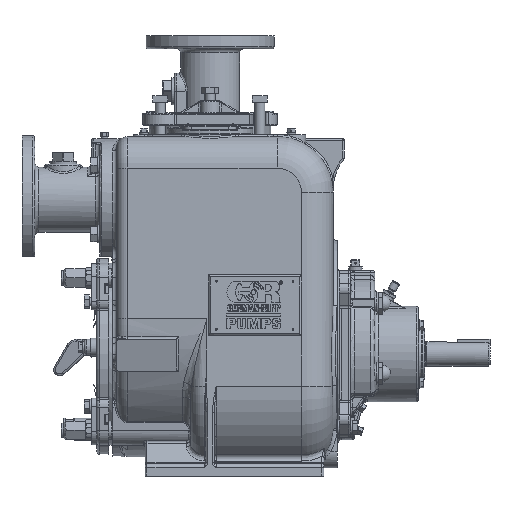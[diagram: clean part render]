
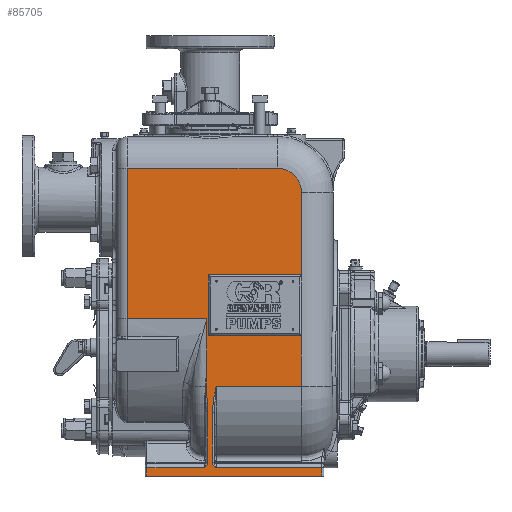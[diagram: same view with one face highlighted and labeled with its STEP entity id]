
A CAD part, front view. The second image highlights one B-rep face of the part: STEP entity #85705.
In plain terms, the highlighted planar face has unit normal (0, -1, 0).
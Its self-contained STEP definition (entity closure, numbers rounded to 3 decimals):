
#3148=CIRCLE('',#91371,1.5);
#5770=B_SPLINE_CURVE_WITH_KNOTS('',3,(#127840,#127841,#127842,#127843,#127844,
#127845,#127846,#127847),.UNSPECIFIED.,.F.,.F.,(4,2,2,4),(0.,0.25,0.5,1.),
 .UNSPECIFIED.);
#5771=B_SPLINE_CURVE_WITH_KNOTS('',3,(#127876,#127877,#127878,#127879,#127880,
#127881,#127882,#127883),.UNSPECIFIED.,.F.,.F.,(4,2,2,4),(0.,0.25,0.5,1.),
 .UNSPECIFIED.);
#5772=B_SPLINE_CURVE_WITH_KNOTS('',3,(#127924,#127925,#127926,#127927,#127928,
#127929,#127930,#127931),.UNSPECIFIED.,.F.,.F.,(4,2,2,4),(0.,0.5,0.75,1.),
 .UNSPECIFIED.);
#5773=B_SPLINE_CURVE_WITH_KNOTS('',3,(#127950,#127951,#127952,#127953),
 .UNSPECIFIED.,.F.,.F.,(4,4),(0.,1.),.PIECEWISE_BEZIER_KNOTS.);
#5774=B_SPLINE_CURVE_WITH_KNOTS('',3,(#127980,#127981,#127982,#127983,#127984,
#127985,#127986,#127987),.UNSPECIFIED.,.F.,.F.,(4,2,2,4),(0.,0.25,0.5,1.),
 .UNSPECIFIED.);
#16111=ORIENTED_EDGE('',*,*,#29214,.T.);
#16112=ORIENTED_EDGE('',*,*,#29215,.T.);
#16113=ORIENTED_EDGE('',*,*,#29211,.T.);
#16114=ORIENTED_EDGE('',*,*,#29205,.T.);
#16115=ORIENTED_EDGE('',*,*,#27925,.T.);
#16116=ORIENTED_EDGE('',*,*,#27666,.T.);
#16117=ORIENTED_EDGE('',*,*,#27617,.T.);
#16118=ORIENTED_EDGE('',*,*,#27614,.T.);
#16119=ORIENTED_EDGE('',*,*,#27612,.F.);
#16120=ORIENTED_EDGE('',*,*,#27611,.T.);
#16121=ORIENTED_EDGE('',*,*,#27609,.T.);
#16122=ORIENTED_EDGE('',*,*,#27607,.T.);
#16123=ORIENTED_EDGE('',*,*,#27605,.T.);
#16124=ORIENTED_EDGE('',*,*,#27603,.T.);
#16125=ORIENTED_EDGE('',*,*,#27601,.T.);
#16126=ORIENTED_EDGE('',*,*,#27600,.T.);
#16127=ORIENTED_EDGE('',*,*,#27598,.F.);
#16128=ORIENTED_EDGE('',*,*,#27597,.T.);
#16129=ORIENTED_EDGE('',*,*,#27595,.T.);
#16130=ORIENTED_EDGE('',*,*,#27594,.T.);
#16131=ORIENTED_EDGE('',*,*,#27593,.T.);
#16132=ORIENTED_EDGE('',*,*,#27591,.T.);
#16133=ORIENTED_EDGE('',*,*,#27589,.F.);
#16134=ORIENTED_EDGE('',*,*,#29213,.T.);
#16135=ORIENTED_EDGE('',*,*,#29216,.T.);
#27589=EDGE_CURVE('',#35080,#34574,#39851,.T.);
#27591=EDGE_CURVE('',#35081,#34574,#5770,.T.);
#27593=EDGE_CURVE('',#35082,#35081,#39852,.T.);
#27594=EDGE_CURVE('',#34577,#35082,#5771,.T.);
#27595=EDGE_CURVE('',#34579,#34577,#39853,.T.);
#27597=EDGE_CURVE('',#35083,#34579,#39854,.T.);
#27598=EDGE_CURVE('',#35083,#35084,#39855,.T.);
#27600=EDGE_CURVE('',#34585,#35084,#39856,.T.);
#27601=EDGE_CURVE('',#34586,#34585,#39857,.T.);
#27603=EDGE_CURVE('',#35085,#34586,#5772,.T.);
#27605=EDGE_CURVE('',#35086,#35085,#39858,.T.);
#27607=EDGE_CURVE('',#35087,#35086,#5773,.T.);
#27609=EDGE_CURVE('',#35088,#35087,#5774,.T.);
#27611=EDGE_CURVE('',#35089,#35088,#39859,.T.);
#27612=EDGE_CURVE('',#35089,#35090,#39860,.T.);
#27614=EDGE_CURVE('',#34607,#35090,#39861,.T.);
#27617=EDGE_CURVE('',#35092,#34607,#39863,.T.);
#27666=EDGE_CURVE('',#35114,#35092,#39864,.T.);
#27925=EDGE_CURVE('',#35345,#35114,#40012,.T.);
#29205=EDGE_CURVE('',#36152,#35345,#3148,.T.);
#29211=EDGE_CURVE('',#36161,#36152,#40770,.T.);
#29213=EDGE_CURVE('',#35080,#36162,#40772,.T.);
#29214=EDGE_CURVE('',#36163,#36164,#40773,.T.);
#29215=EDGE_CURVE('',#36164,#36161,#40774,.T.);
#29216=EDGE_CURVE('',#36162,#36163,#40775,.T.);
#34574=VERTEX_POINT('',#122564);
#34577=VERTEX_POINT('',#122620);
#34579=VERTEX_POINT('',#122628);
#34585=VERTEX_POINT('',#122644);
#34586=VERTEX_POINT('',#122650);
#34607=VERTEX_POINT('',#122935);
#35080=VERTEX_POINT('',#127810);
#35081=VERTEX_POINT('',#127839);
#35082=VERTEX_POINT('',#127850);
#35083=VERTEX_POINT('',#127888);
#35084=VERTEX_POINT('',#127892);
#35085=VERTEX_POINT('',#127923);
#35086=VERTEX_POINT('',#127934);
#35087=VERTEX_POINT('',#127949);
#35088=VERTEX_POINT('',#127979);
#35089=VERTEX_POINT('',#127990);
#35090=VERTEX_POINT('',#127994);
#35092=VERTEX_POINT('',#128003);
#35114=VERTEX_POINT('',#128846);
#35345=VERTEX_POINT('',#129558);
#36152=VERTEX_POINT('',#134061);
#36161=VERTEX_POINT('',#134081);
#36162=VERTEX_POINT('',#134083);
#36163=VERTEX_POINT('',#134087);
#36164=VERTEX_POINT('',#134088);
#39851=LINE('',#127813,#43960);
#39852=LINE('',#127851,#43961);
#39853=LINE('',#127885,#43962);
#39854=LINE('',#127889,#43963);
#39855=LINE('',#127891,#43964);
#39856=LINE('',#127895,#43965);
#39857=LINE('',#127897,#43966);
#39858=LINE('',#127935,#43967);
#39859=LINE('',#127991,#43968);
#39860=LINE('',#127993,#43969);
#39861=LINE('',#127997,#43970);
#39863=LINE('',#128002,#43972);
#39864=LINE('',#128855,#43973);
#40012=LINE('',#129557,#44121);
#40770=LINE('',#134080,#44879);
#40772=LINE('',#134084,#44881);
#40773=LINE('',#134086,#44882);
#40774=LINE('',#134089,#44883);
#40775=LINE('',#134090,#44884);
#43960=VECTOR('',#101001,39.37);
#43961=VECTOR('',#101008,39.37);
#43962=VECTOR('',#101011,39.37);
#43963=VECTOR('',#101016,39.37);
#43964=VECTOR('',#101019,39.37);
#43965=VECTOR('',#101024,39.37);
#43966=VECTOR('',#101027,39.37);
#43967=VECTOR('',#101034,39.37);
#43968=VECTOR('',#101043,39.37);
#43969=VECTOR('',#101046,39.37);
#43970=VECTOR('',#101051,39.37);
#43972=VECTOR('',#101057,39.37);
#43973=VECTOR('',#101096,39.37);
#44121=VECTOR('',#101492,39.37);
#44879=VECTOR('',#103970,39.37);
#44881=VECTOR('',#103972,39.37);
#44882=VECTOR('',#103975,39.37);
#44883=VECTOR('',#103976,39.37);
#44884=VECTOR('',#103977,39.37);
#48903=EDGE_LOOP('',(#16111,#16112,#16113,#16114,#16115,#16116,#16117,#16118,
#16119,#16120,#16121,#16122,#16123,#16124,#16125,#16126,#16127,#16128,#16129,
#16130,#16131,#16132,#16133,#16134,#16135));
#53310=FACE_BOUND('',#48903,.T.);
#56321=PLANE('',#91382);
#85705=ADVANCED_FACE('',(#53310),#56321,.F.);
#91371=AXIS2_PLACEMENT_3D('',#134060,#103948,#103949);
#91382=AXIS2_PLACEMENT_3D('',#134085,#103973,#103974);
#101001=DIRECTION('',(-1.,0.,0.));
#101008=DIRECTION('',(0.,0.,1.));
#101011=DIRECTION('',(-1.,0.,0.));
#101016=DIRECTION('',(0.,0.,1.));
#101019=DIRECTION('',(-1.,0.,0.));
#101024=DIRECTION('',(0.,0.,-1.));
#101027=DIRECTION('',(-1.,0.,0.));
#101034=DIRECTION('',(0.,0.,-1.));
#101043=DIRECTION('',(0.,0.,-1.));
#101046=DIRECTION('',(1.,0.,0.));
#101051=DIRECTION('',(0.,0.,-1.));
#101057=DIRECTION('',(1.,0.,0.));
#101096=DIRECTION('',(0.,0.,-1.));
#101492=DIRECTION('',(-1.,0.,0.));
#103948=DIRECTION('',(0.,-1.,0.));
#103949=DIRECTION('',(0.,0.,1.));
#103970=DIRECTION('',(0.,0.,1.));
#103972=DIRECTION('',(0.,0.,1.));
#103973=DIRECTION('',(0.,1.,0.));
#103974=DIRECTION('',(1.,0.,0.));
#103975=DIRECTION('',(0.,0.,1.));
#103976=DIRECTION('',(1.,0.,0.));
#103977=DIRECTION('',(-1.,0.,0.));
#122564=CARTESIAN_POINT('',(0.37,-8.5,-1.99));
#122620=CARTESIAN_POINT('',(0.37,-8.5,-7.));
#122628=CARTESIAN_POINT('',(6.88,-8.5,-7.));
#122644=CARTESIAN_POINT('',(-3.88,-8.5,-7.));
#122650=CARTESIAN_POINT('',(-0.37,-8.5,-7.));
#122935=CARTESIAN_POINT('',(-0.2,-8.5,2.19));
#127810=CARTESIAN_POINT('',(5.62,-8.5,-1.99));
#127813=CARTESIAN_POINT('',(7.56,-8.5,-1.99));
#127839=CARTESIAN_POINT('',(0.13,-8.5,-3.588));
#127840=CARTESIAN_POINT('',(0.13,-8.5,-3.588));
#127841=CARTESIAN_POINT('',(0.13,-8.5,-3.453));
#127842=CARTESIAN_POINT('',(0.139,-8.5,-3.318));
#127843=CARTESIAN_POINT('',(0.169,-8.5,-3.05));
#127844=CARTESIAN_POINT('',(0.188,-8.5,-2.916));
#127845=CARTESIAN_POINT('',(0.256,-8.5,-2.517));
#127846=CARTESIAN_POINT('',(0.313,-8.5,-2.254));
#127847=CARTESIAN_POINT('',(0.37,-8.5,-1.99));
#127850=CARTESIAN_POINT('',(0.13,-8.5,-6.654));
#127851=CARTESIAN_POINT('',(0.13,-8.5,11.44));
#127876=CARTESIAN_POINT('',(0.37,-8.5,-7.));
#127877=CARTESIAN_POINT('',(0.341,-8.5,-6.978));
#127878=CARTESIAN_POINT('',(0.311,-8.5,-6.956));
#127879=CARTESIAN_POINT('',(0.255,-8.5,-6.909));
#127880=CARTESIAN_POINT('',(0.229,-8.5,-6.884));
#127881=CARTESIAN_POINT('',(0.161,-8.5,-6.798));
#127882=CARTESIAN_POINT('',(0.13,-8.5,-6.728));
#127883=CARTESIAN_POINT('',(0.13,-8.5,-6.654));
#127885=CARTESIAN_POINT('',(7.,-8.5,-7.));
#127888=CARTESIAN_POINT('',(6.88,-8.5,-7.5));
#127889=CARTESIAN_POINT('',(6.88,-8.5,-7.));
#127891=CARTESIAN_POINT('',(7.,-8.5,-7.5));
#127892=CARTESIAN_POINT('',(-3.88,-8.5,-7.5));
#127895=CARTESIAN_POINT('',(-3.88,-8.5,-7.5));
#127897=CARTESIAN_POINT('',(7.,-8.5,-7.));
#127923=CARTESIAN_POINT('',(-0.13,-8.5,-6.654));
#127924=CARTESIAN_POINT('',(-0.13,-8.5,-6.654));
#127925=CARTESIAN_POINT('',(-0.13,-8.5,-6.728));
#127926=CARTESIAN_POINT('',(-0.161,-8.5,-6.798));
#127927=CARTESIAN_POINT('',(-0.229,-8.5,-6.884));
#127928=CARTESIAN_POINT('',(-0.255,-8.5,-6.909));
#127929=CARTESIAN_POINT('',(-0.311,-8.5,-6.956));
#127930=CARTESIAN_POINT('',(-0.341,-8.5,-6.978));
#127931=CARTESIAN_POINT('',(-0.37,-8.5,-7.));
#127934=CARTESIAN_POINT('',(-0.13,-8.5,-3.543));
#127935=CARTESIAN_POINT('',(-0.13,-8.5,11.44));
#127949=CARTESIAN_POINT('',(-0.164,-8.5,-3.038));
#127950=CARTESIAN_POINT('',(-0.164,-8.5,-3.038));
#127951=CARTESIAN_POINT('',(-0.144,-8.5,-3.206));
#127952=CARTESIAN_POINT('',(-0.13,-8.5,-3.374));
#127953=CARTESIAN_POINT('',(-0.13,-8.5,-3.543));
#127979=CARTESIAN_POINT('',(-0.24,-8.5,-1.99));
#127980=CARTESIAN_POINT('',(-0.24,-8.5,-1.99));
#127981=CARTESIAN_POINT('',(-0.24,-8.5,-2.078));
#127982=CARTESIAN_POINT('',(-0.234,-8.5,-2.165));
#127983=CARTESIAN_POINT('',(-0.223,-8.5,-2.34));
#127984=CARTESIAN_POINT('',(-0.217,-8.5,-2.427));
#127985=CARTESIAN_POINT('',(-0.198,-8.5,-2.69));
#127986=CARTESIAN_POINT('',(-0.184,-8.5,-2.864));
#127987=CARTESIAN_POINT('',(-0.164,-8.5,-3.038));
#127990=CARTESIAN_POINT('',(-0.24,-8.5,-1.5));
#127991=CARTESIAN_POINT('',(-0.24,-8.5,11.44));
#127993=CARTESIAN_POINT('',(-0.25,-8.5,-1.5));
#127994=CARTESIAN_POINT('',(-0.2,-8.5,-1.5));
#127997=CARTESIAN_POINT('',(-0.2,-8.5,11.44));
#128002=CARTESIAN_POINT('',(-5.75,-8.5,2.19));
#128003=CARTESIAN_POINT('',(-5.06,-8.5,2.19));
#128846=CARTESIAN_POINT('',(-5.06,-8.5,11.44));
#128855=CARTESIAN_POINT('',(-5.06,-8.5,2.19));
#129557=CARTESIAN_POINT('',(7.56,-8.5,11.44));
#129558=CARTESIAN_POINT('',(4.12,-8.5,11.44));
#134060=CARTESIAN_POINT('',(4.12,-8.5,9.94));
#134061=CARTESIAN_POINT('',(5.62,-8.5,9.94));
#134080=CARTESIAN_POINT('',(5.62,-8.5,9.94));
#134081=CARTESIAN_POINT('',(5.62,-8.5,4.87));
#134083=CARTESIAN_POINT('',(5.62,-8.5,1.13));
#134084=CARTESIAN_POINT('',(5.62,-8.5,9.94));
#134085=CARTESIAN_POINT('',(7.56,-8.5,11.44));
#134086=CARTESIAN_POINT('',(-0.12,-8.5,11.44));
#134087=CARTESIAN_POINT('',(-0.12,-8.5,1.13));
#134088=CARTESIAN_POINT('',(-0.12,-8.5,4.87));
#134089=CARTESIAN_POINT('',(7.56,-8.5,4.87));
#134090=CARTESIAN_POINT('',(7.56,-8.5,1.13));
